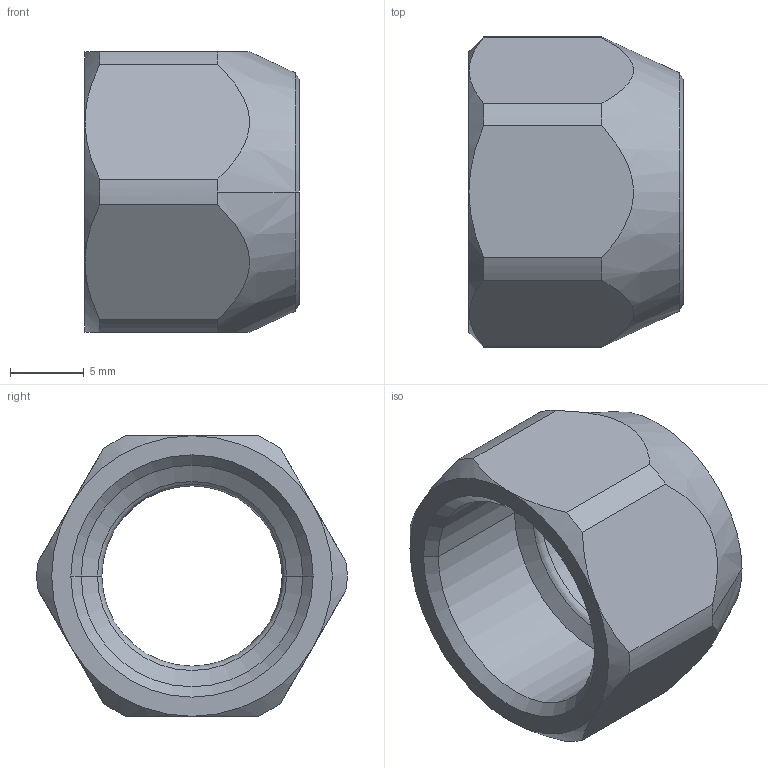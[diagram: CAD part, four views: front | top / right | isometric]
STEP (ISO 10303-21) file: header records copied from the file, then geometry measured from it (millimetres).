
FILE_DESCRIPTION(( 'CX.10.12.10.stp' ), '1');
FILE_NAME( 'CX.10.12.10.stp', '2021-03-02T15:05:43',( 'Sopra'),('sopra-pneumatic.com'), 'SwSTEP 2.0','SolidWorks 2009','' );
FILE_SCHEMA(('CONFIG_CONTROL_DESIGN'));
Length unit declared in the file: millimetre
Products named in the file (1): 260012_170X4-12-0-M16X1
Bounding box: 14.5 x 21 x 19 mm (x, y, z)
Volume: 2014.2 mm3; surface area: 1745.1 mm2
Topology: 1 solids, 1 shells, 36 faces, 84 edges, 50 vertices
Faces by surface type: cone 14, cylinder 10, plane 8, torus 4
Entity records: 1140 total; most frequent: CARTESIAN_POINT 278, DIRECTION 180, ORIENTED_EDGE 168, EDGE_CURVE 84, AXIS2_PLACEMENT_3D 78, VERTEX_POINT 50, CIRCLE 42, EDGE_LOOP 38
